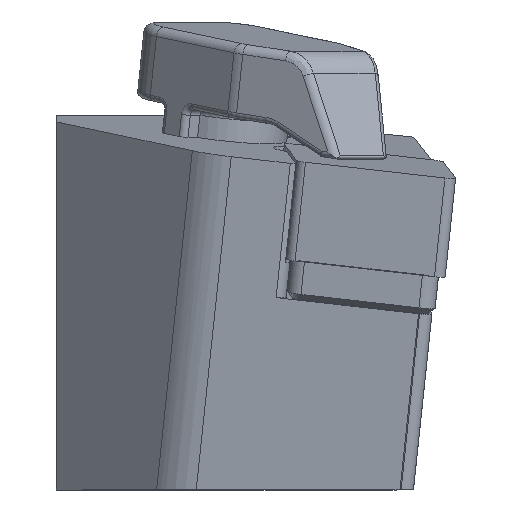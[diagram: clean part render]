
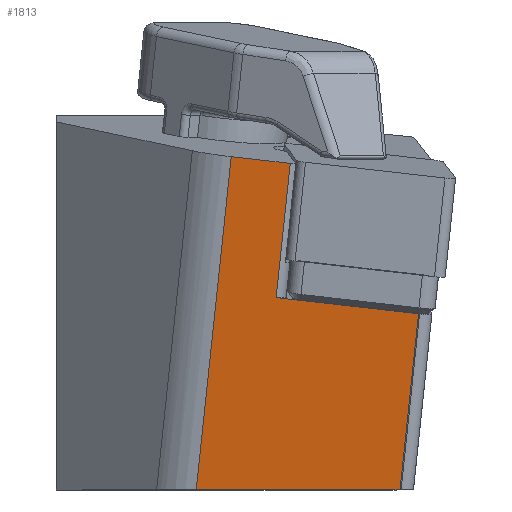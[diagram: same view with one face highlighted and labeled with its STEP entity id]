
A CAD part, left-side view. The second image highlights one B-rep face of the part: STEP entity #1813.
In plain terms, the highlighted planar face has unit normal (-0.992, 0.087, -0.096).
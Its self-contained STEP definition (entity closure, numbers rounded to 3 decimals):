
#201 = CARTESIAN_POINT ( 'NONE',  ( -109.386, 18.736, -15. ) ) ;
#255 = CARTESIAN_POINT ( 'NONE',  ( -112.371, 1.627, 0.417 ) ) ;
#285 = DIRECTION ( 'NONE',  ( -0.096, 0., 0.995 ) ) ;
#539 = ORIENTED_EDGE ( 'NONE', *, *, #2627, .F. ) ;
#568 = CARTESIAN_POINT ( 'NONE',  ( -112.119, 18.642, 13.232 ) ) ;
#765 = VECTOR ( 'NONE', #1525, 1000. ) ;
#1126 = DIRECTION ( 'NONE',  ( 0.087, 0.996, 0. ) ) ;
#1525 = DIRECTION ( 'NONE',  ( 0.105, 0.104, -0.989 ) ) ;
#1594 = CARTESIAN_POINT ( 'NONE',  ( -113.146, 5.223, 11.713 ) ) ;
#1653 = ORIENTED_EDGE ( 'NONE', *, *, #6595, .T. ) ;
#1699 = LINE ( 'NONE', #4565, #2104 ) ;
#1749 = VECTOR ( 'NONE', #7233, 1000. ) ;
#1813 = ADVANCED_FACE ( 'NONE', ( #8324 ), #7558, .T. ) ;
#1898 = VERTEX_POINT ( 'NONE', #3865 ) ;
#1989 = DIRECTION ( 'NONE',  ( 0.105, 0.104, -0.989 ) ) ;
#2104 = VECTOR ( 'NONE', #1989, 1000. ) ;
#2627 = EDGE_CURVE ( 'NONE', #1898, #3673, #5216, .T. ) ;
#2725 = LINE ( 'NONE', #201, #4987 ) ;
#2880 = CARTESIAN_POINT ( 'NONE',  ( -136.158, -32.575, 215.937 ) ) ;
#3111 = VERTEX_POINT ( 'NONE', #7543 ) ;
#3462 = ORIENTED_EDGE ( 'NONE', *, *, #6766, .F. ) ;
#3642 = VECTOR ( 'NONE', #4044, 1000. ) ;
#3652 = VERTEX_POINT ( 'NONE', #1594 ) ;
#3673 = VERTEX_POINT ( 'NONE', #255 ) ;
#3865 = CARTESIAN_POINT ( 'NONE',  ( -113.508, 0.496, 11.178 ) ) ;
#3898 = CARTESIAN_POINT ( 'NONE',  ( -113.245, -9.787, -0.875 ) ) ;
#4044 = DIRECTION ( 'NONE',  ( -0.076, -0.991, -0.112 ) ) ;
#4278 = DIRECTION ( 'NONE',  ( -0.992, 0.087, -0.096 ) ) ;
#4485 = CARTESIAN_POINT ( 'NONE',  ( -111.752, -8.303, -15. ) ) ;
#4565 = CARTESIAN_POINT ( 'NONE',  ( -134.922, -16.434, 217.764 ) ) ;
#4582 = EDGE_LOOP ( 'NONE', ( #539, #6773, #1653, #7505, #3462, #4882 ) ) ;
#4820 = DIRECTION ( 'NONE',  ( 0.105, 0.104, -0.989 ) ) ;
#4882 = ORIENTED_EDGE ( 'NONE', *, *, #6551, .T. ) ;
#4987 = VECTOR ( 'NONE', #1126, 1000. ) ;
#5061 = AXIS2_PLACEMENT_3D ( 'NONE', #2880, #4278, #285 ) ;
#5216 = LINE ( 'NONE', #8220, #8510 ) ;
#5400 = LINE ( 'NONE', #568, #3642 ) ;
#5562 = VERTEX_POINT ( 'NONE', #7431 ) ;
#6262 = LINE ( 'NONE', #6569, #765 ) ;
#6551 = EDGE_CURVE ( 'NONE', #3111, #3673, #8558, .T. ) ;
#6569 = CARTESIAN_POINT ( 'NONE',  ( -136.158, -32.575, 215.937 ) ) ;
#6595 = EDGE_CURVE ( 'NONE', #3652, #5562, #1699, .T. ) ;
#6746 = VERTEX_POINT ( 'NONE', #4485 ) ;
#6766 = EDGE_CURVE ( 'NONE', #3111, #6746, #6262, .T. ) ;
#6773 = ORIENTED_EDGE ( 'NONE', *, *, #7905, .F. ) ;
#7233 = DIRECTION ( 'NONE',  ( 0.076, 0.991, 0.112 ) ) ;
#7431 = CARTESIAN_POINT ( 'NONE',  ( -110.323, 8.031, -15. ) ) ;
#7505 = ORIENTED_EDGE ( 'NONE', *, *, #7837, .F. ) ;
#7543 = CARTESIAN_POINT ( 'NONE',  ( -113.245, -9.787, -0.875 ) ) ;
#7558 = PLANE ( 'NONE',  #5061 ) ;
#7837 = EDGE_CURVE ( 'NONE', #6746, #5562, #2725, .T. ) ;
#7905 = EDGE_CURVE ( 'NONE', #3652, #1898, #5400, .T. ) ;
#8220 = CARTESIAN_POINT ( 'NONE',  ( -114.065, -0.058, 16.449 ) ) ;
#8324 = FACE_OUTER_BOUND ( 'NONE', #4582, .T. ) ;
#8510 = VECTOR ( 'NONE', #4820, 1000. ) ;
#8558 = LINE ( 'NONE', #3898, #1749 ) ;
